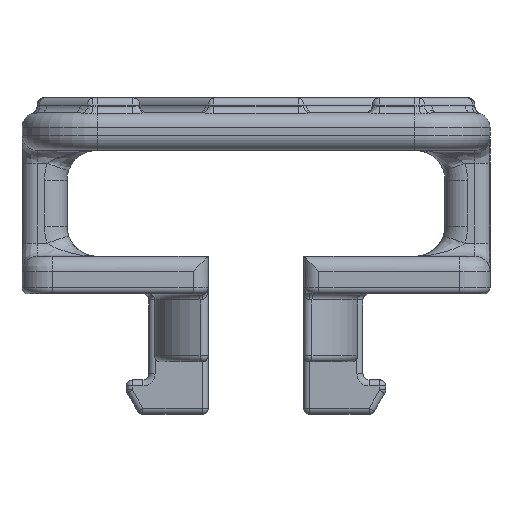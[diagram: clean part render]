
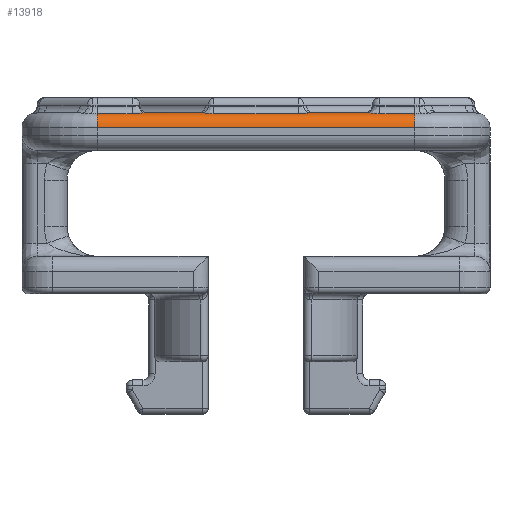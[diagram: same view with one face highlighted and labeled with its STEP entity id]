
A CAD part, left-side view. The second image highlights one B-rep face of the part: STEP entity #13918.
In plain terms, the highlighted cylindrical face has radius 0.5 mm (diameter 1 mm), a partial arc.
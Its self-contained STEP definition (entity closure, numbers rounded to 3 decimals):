
#77=ELLIPSE('',#15722,0.901,0.5);
#81=ELLIPSE('',#15745,0.901,0.5);
#212=B_SPLINE_CURVE_WITH_KNOTS('',3,(#27095,#27096,#27097,#27098,#27099),
 .UNSPECIFIED.,.F.,.F.,(4,1,4),(-0.185,-0.162,-0.146),
 .UNSPECIFIED.);
#213=B_SPLINE_CURVE_WITH_KNOTS('',3,(#27125,#27126,#27127,#27128,#27129),
 .UNSPECIFIED.,.F.,.F.,(4,1,4),(-0.039,-0.017,
0.),.UNSPECIFIED.);
#217=B_SPLINE_CURVE_WITH_KNOTS('',3,(#27240,#27241,#27242,#27243,#27244),
 .UNSPECIFIED.,.F.,.F.,(4,1,4),(-0.053,-0.023,
0.),.UNSPECIFIED.);
#224=B_SPLINE_CURVE_WITH_KNOTS('',3,(#27383,#27384,#27385,#27386,#27387),
 .UNSPECIFIED.,.F.,.F.,(4,1,4),(-0.053,-0.03,
0.),.UNSPECIFIED.);
#1548=FACE_OUTER_BOUND('',#2502,.T.);
#2502=EDGE_LOOP('',(#11978,#11979,#11980,#11981,#11982,#11983,#11984,#11985,
#11986,#11987,#11988,#11989,#11990,#11991));
#3407=LINE('',#26800,#4210);
#3422=LINE('',#27174,#4225);
#3429=LINE('',#27381,#4232);
#3430=LINE('',#27389,#4233);
#3431=LINE('',#27393,#4234);
#3432=LINE('',#27395,#4235);
#4210=VECTOR('',#20009,10.);
#4225=VECTOR('',#20130,10.);
#4232=VECTOR('',#20181,10.);
#4233=VECTOR('',#20182,10.);
#4234=VECTOR('',#20185,10.);
#4235=VECTOR('',#20188,10.);
#5223=CIRCLE('',#15787,0.5);
#5224=CIRCLE('',#15788,0.5);
#6398=VERTEX_POINT('',#26793);
#6401=VERTEX_POINT('',#26798);
#6403=VERTEX_POINT('',#26804);
#6406=VERTEX_POINT('',#26814);
#6408=VERTEX_POINT('',#26839);
#6419=VERTEX_POINT('',#27061);
#6426=VERTEX_POINT('',#27168);
#6427=VERTEX_POINT('',#27172);
#6429=VERTEX_POINT('',#27202);
#6440=VERTEX_POINT('',#27380);
#6441=VERTEX_POINT('',#27382);
#6442=VERTEX_POINT('',#27388);
#6443=VERTEX_POINT('',#27390);
#6444=VERTEX_POINT('',#27392);
#8281=EDGE_CURVE('',#6401,#6398,#3407,.T.);
#8292=EDGE_CURVE('',#6406,#6408,#77,.T.);
#8317=EDGE_CURVE('',#6419,#6403,#81,.T.);
#8320=EDGE_CURVE('',#6398,#6419,#212,.T.);
#8321=EDGE_CURVE('',#6408,#6401,#213,.T.);
#8339=EDGE_CURVE('',#6427,#6426,#3422,.T.);
#8349=EDGE_CURVE('',#6429,#6427,#217,.T.);
#8367=EDGE_CURVE('',#6406,#6440,#3429,.T.);
#8368=EDGE_CURVE('',#6441,#6440,#224,.T.);
#8369=EDGE_CURVE('',#6442,#6441,#3430,.T.);
#8370=EDGE_CURVE('',#6442,#6443,#5223,.T.);
#8371=EDGE_CURVE('',#6443,#6444,#3431,.T.);
#8372=EDGE_CURVE('',#6426,#6444,#5224,.T.);
#8373=EDGE_CURVE('',#6429,#6403,#3432,.T.);
#11978=ORIENTED_EDGE('',*,*,#8292,.F.);
#11979=ORIENTED_EDGE('',*,*,#8367,.T.);
#11980=ORIENTED_EDGE('',*,*,#8368,.F.);
#11981=ORIENTED_EDGE('',*,*,#8369,.F.);
#11982=ORIENTED_EDGE('',*,*,#8370,.T.);
#11983=ORIENTED_EDGE('',*,*,#8371,.T.);
#11984=ORIENTED_EDGE('',*,*,#8372,.F.);
#11985=ORIENTED_EDGE('',*,*,#8339,.F.);
#11986=ORIENTED_EDGE('',*,*,#8349,.F.);
#11987=ORIENTED_EDGE('',*,*,#8373,.T.);
#11988=ORIENTED_EDGE('',*,*,#8317,.F.);
#11989=ORIENTED_EDGE('',*,*,#8320,.F.);
#11990=ORIENTED_EDGE('',*,*,#8281,.F.);
#11991=ORIENTED_EDGE('',*,*,#8321,.F.);
#13074=CYLINDRICAL_SURFACE('',#15786,0.5);
#13918=ADVANCED_FACE('',(#1548),#13074,.T.);
#15722=AXIS2_PLACEMENT_3D('',#26841,#20033,#20034);
#15745=AXIS2_PLACEMENT_3D('',#27063,#20082,#20083);
#15786=AXIS2_PLACEMENT_3D('',#27379,#20179,#20180);
#15787=AXIS2_PLACEMENT_3D('',#27391,#20183,#20184);
#15788=AXIS2_PLACEMENT_3D('',#27394,#20186,#20187);
#20009=DIRECTION('',(0.,-1.,0.));
#20033=DIRECTION('center_axis',(0.832,-0.555,0.));
#20034=DIRECTION('ref_axis',(-0.555,-0.832,0.));
#20082=DIRECTION('center_axis',(0.832,0.555,0.));
#20083=DIRECTION('ref_axis',(-0.555,0.832,0.));
#20130=DIRECTION('',(0.,-1.,0.));
#20179=DIRECTION('center_axis',(0.,1.,0.));
#20180=DIRECTION('ref_axis',(-0.707,0.,0.707));
#20181=DIRECTION('',(0.,1.,0.));
#20182=DIRECTION('',(0.,-1.,0.));
#20183=DIRECTION('center_axis',(0.,-1.,0.));
#20184=DIRECTION('ref_axis',(0.,0.,1.));
#20185=DIRECTION('',(0.,-1.,0.));
#20186=DIRECTION('center_axis',(0.,-1.,0.));
#20187=DIRECTION('ref_axis',(0.,0.,1.));
#20188=DIRECTION('',(0.,1.,0.));
#26793=CARTESIAN_POINT('',(0.333,-8.646,9.967));
#26798=CARTESIAN_POINT('',(0.333,-5.854,9.967));
#26800=CARTESIAN_POINT('',(0.333,-7.25,9.967));
#26804=CARTESIAN_POINT('',(0.5,-9.104,9.996));
#26814=CARTESIAN_POINT('',(0.5,-5.396,9.996));
#26839=CARTESIAN_POINT('',(0.431,-5.5,9.991));
#26841=CARTESIAN_POINT('Origin',(0.5,-5.396,9.496));
#27061=CARTESIAN_POINT('',(0.431,-9.,9.991));
#27063=CARTESIAN_POINT('Origin',(0.5,-9.104,9.496));
#27095=CARTESIAN_POINT('Ctrl Pts',(0.333,-8.646,9.967));
#27096=CARTESIAN_POINT('Ctrl Pts',(0.333,-8.721,9.967));
#27097=CARTESIAN_POINT('Ctrl Pts',(0.353,-8.853,9.975));
#27098=CARTESIAN_POINT('Ctrl Pts',(0.405,-8.96,9.988));
#27099=CARTESIAN_POINT('Ctrl Pts',(0.431,-9.,
9.991));
#27125=CARTESIAN_POINT('Ctrl Pts',(0.431,-5.5,
9.991));
#27126=CARTESIAN_POINT('Ctrl Pts',(0.396,-5.553,
9.986));
#27127=CARTESIAN_POINT('Ctrl Pts',(0.348,-5.666,
9.973));
#27128=CARTESIAN_POINT('Ctrl Pts',(0.333,-5.798,9.967));
#27129=CARTESIAN_POINT('Ctrl Pts',(0.333,-5.854,9.967));
#27168=CARTESIAN_POINT('',(0.333,-12.5,9.967));
#27172=CARTESIAN_POINT('',(0.333,-11.354,9.967));
#27174=CARTESIAN_POINT('',(0.333,-7.25,9.967));
#27202=CARTESIAN_POINT('',(0.5,-10.921,9.996));
#27240=CARTESIAN_POINT('Ctrl Pts',(0.5,-10.921,
9.996));
#27241=CARTESIAN_POINT('Ctrl Pts',(0.442,-10.971,
9.996));
#27242=CARTESIAN_POINT('Ctrl Pts',(0.36,-11.104,
9.978));
#27243=CARTESIAN_POINT('Ctrl Pts',(0.333,-11.278,9.967));
#27244=CARTESIAN_POINT('Ctrl Pts',(0.333,-11.354,9.967));
#27379=CARTESIAN_POINT('Origin',(0.5,-7.25,9.496));
#27380=CARTESIAN_POINT('',(0.5,-3.579,9.996));
#27381=CARTESIAN_POINT('',(0.5,-7.25,9.996));
#27382=CARTESIAN_POINT('',(0.333,-3.146,9.967));
#27383=CARTESIAN_POINT('Ctrl Pts',(0.333,-3.146,
9.967));
#27384=CARTESIAN_POINT('Ctrl Pts',(0.333,-3.222,9.967));
#27385=CARTESIAN_POINT('Ctrl Pts',(0.36,-3.396,
9.978));
#27386=CARTESIAN_POINT('Ctrl Pts',(0.442,-3.529,
9.996));
#27387=CARTESIAN_POINT('Ctrl Pts',(0.5,-3.579,
9.996));
#27388=CARTESIAN_POINT('',(0.333,-2.,9.967));
#27389=CARTESIAN_POINT('',(0.333,-7.25,9.967));
#27390=CARTESIAN_POINT('',(0.,-2.,9.496));
#27391=CARTESIAN_POINT('Origin',(0.5,-2.,9.496));
#27392=CARTESIAN_POINT('',(0.,-12.5,9.496));
#27393=CARTESIAN_POINT('',(0.,-7.25,9.496));
#27394=CARTESIAN_POINT('Origin',(0.5,-12.5,9.496));
#27395=CARTESIAN_POINT('',(0.5,-7.25,9.996));
